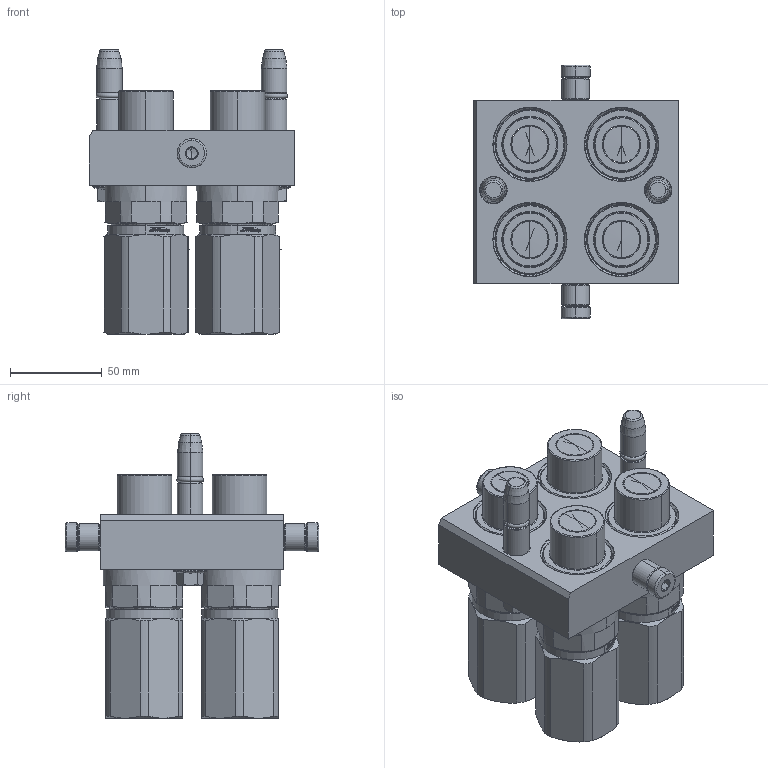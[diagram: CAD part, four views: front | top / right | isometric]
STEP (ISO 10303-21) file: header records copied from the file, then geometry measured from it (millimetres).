
FILE_DESCRIPTION (( 'STEP AP214' ), '1' );
FILE_NAME ('FASTER.step', '2025-03-16T13:42:28', ( '' ), ( '' ), 'SwSTEP 2.0', 'SolidWorks 2017', '' );
FILE_SCHEMA (( 'AUTOMOTIVE_DESIGN' ));
Length unit declared in the file: millimetre
Products named in the file (11): et002; 1540_080_0008_000; 4830_010_4000_000; 3ffnp3471_34gm; 4830_021_0000_000; 3ffnp3471_34gm_Completa; 4830_028_1000_011; P412_M_BASE; or2_62x9_19_m; FASTER; 4830_013_3000_030
Assembly tree (18 placements, depth 3):
  FASTER
    P412_M_BASE
      4830_010_4000_000
      4830_021_0000_000  x2
      1540_080_0008_000  x2
      or2_62x9_19_m  x2
      4830_013_3000_030  x2
      4830_028_1000_011  x2
    3ffnp3471_34gm  x4
      3ffnp3471_34gm_Completa
    et002
Bounding box: 112.3 x 138.6 x 155.35 mm (x, y, z)
Volume: 2873.9 mm3; surface area: 165452.2 mm2
Topology: 5 solids, 56 shells, 1811 faces, 5691 edges, 3820 vertices
Faces by surface type: plane 1017, cone 288, cylinder 288, torus 112, bspline 106
Entity records: 39573 total; most frequent: CARTESIAN_POINT 11642, ORIENTED_EDGE 5146, DIRECTION 4698, EDGE_CURVE 2770, LINE 1854, VECTOR 1854, VERTEX_POINT 1835, AXIS2_PLACEMENT_3D 1422
